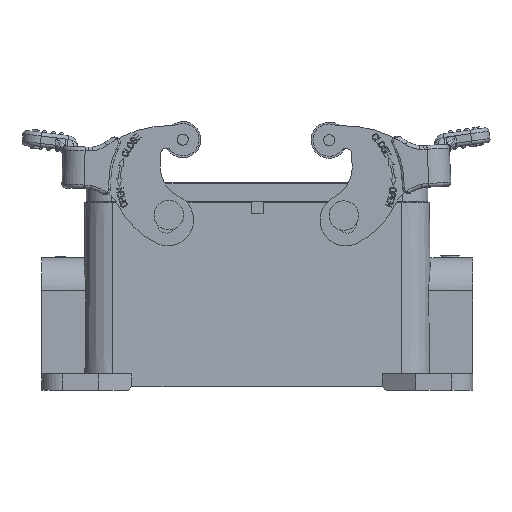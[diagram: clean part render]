
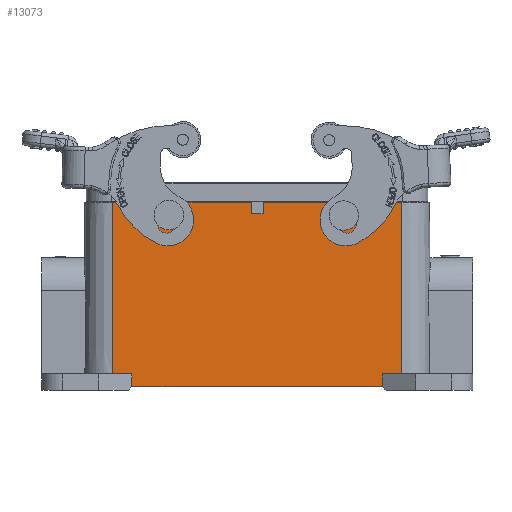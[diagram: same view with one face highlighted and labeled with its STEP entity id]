
A CAD part, front view. The second image highlights one B-rep face of the part: STEP entity #13073.
In plain terms, the highlighted planar face has unit normal (0, -1, 0.009).
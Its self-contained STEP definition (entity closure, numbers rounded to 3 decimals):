
#47=ELLIPSE('',#36327,1.5,1.5);
#48=ELLIPSE('',#36328,1.5,1.5);
#6745=FACE_BOUND('',#17257,.T.);
#6746=FACE_BOUND('',#17258,.T.);
#6747=FACE_BOUND('',#17259,.T.);
#8654=LINE('',#55624,#10964);
#8655=LINE('',#55626,#10965);
#8667=LINE('',#55669,#10977);
#8672=LINE('',#55690,#10982);
#8679=LINE('',#55725,#10989);
#8708=LINE('',#55800,#11018);
#8711=LINE('',#55814,#11021);
#8718=LINE('',#55830,#11028);
#8852=LINE('',#56327,#11162);
#8865=LINE('',#56361,#11175);
#8867=LINE('',#56365,#11177);
#8868=LINE('',#56371,#11178);
#10964=VECTOR('',#41408,1.);
#10965=VECTOR('',#41411,1.);
#10977=VECTOR('',#41435,1.);
#10982=VECTOR('',#41446,1.);
#10989=VECTOR('',#41465,1.);
#11018=VECTOR('',#41538,1.);
#11021=VECTOR('',#41555,1.);
#11028=VECTOR('',#41566,1.);
#11162=VECTOR('',#41850,1.);
#11175=VECTOR('',#41885,1.);
#11177=VECTOR('',#41889,1.);
#11178=VECTOR('',#41896,1.);
#13073=ADVANCED_FACE('',(#6745,#6746,#6747),#14300,.T.);
#14300=PLANE('',#36329);
#17257=EDGE_LOOP('',(#22973));
#17258=EDGE_LOOP('',(#22974));
#17259=EDGE_LOOP('',(#22975,#22976,#22977,#22978,#22979,#22980,#22981,#22982,
#22983,#22984,#22985,#22986));
#22973=ORIENTED_EDGE('',*,*,#31913,.T.);
#22974=ORIENTED_EDGE('',*,*,#31914,.T.);
#22975=ORIENTED_EDGE('',*,*,#31910,.T.);
#22976=ORIENTED_EDGE('',*,*,#31893,.T.);
#22977=ORIENTED_EDGE('',*,*,#31711,.F.);
#22978=ORIENTED_EDGE('',*,*,#31703,.T.);
#22979=ORIENTED_EDGE('',*,*,#31696,.F.);
#22980=ORIENTED_EDGE('',*,*,#31915,.T.);
#22981=ORIENTED_EDGE('',*,*,#31658,.F.);
#22982=ORIENTED_EDGE('',*,*,#31646,.T.);
#22983=ORIENTED_EDGE('',*,*,#31638,.T.);
#22984=ORIENTED_EDGE('',*,*,#31622,.T.);
#22985=ORIENTED_EDGE('',*,*,#31621,.F.);
#22986=ORIENTED_EDGE('',*,*,#31912,.F.);
#28070=VERTEX_POINT('',#55621);
#28071=VERTEX_POINT('',#55623);
#28072=VERTEX_POINT('',#55627);
#28085=VERTEX_POINT('',#55670);
#28090=VERTEX_POINT('',#55691);
#28100=VERTEX_POINT('',#55726);
#28121=VERTEX_POINT('',#55795);
#28123=VERTEX_POINT('',#55799);
#28128=VERTEX_POINT('',#55815);
#28135=VERTEX_POINT('',#55831);
#28255=VERTEX_POINT('',#56328);
#28265=VERTEX_POINT('',#56362);
#28266=VERTEX_POINT('',#56368);
#28267=VERTEX_POINT('',#56370);
#31621=EDGE_CURVE('',#28071,#28070,#8654,.T.);
#31622=EDGE_CURVE('',#28072,#28070,#8655,.T.);
#31638=EDGE_CURVE('',#28085,#28072,#8667,.T.);
#31646=EDGE_CURVE('',#28090,#28085,#8672,.T.);
#31658=EDGE_CURVE('',#28090,#28100,#8679,.T.);
#31696=EDGE_CURVE('',#28123,#28121,#8708,.T.);
#31703=EDGE_CURVE('',#28128,#28121,#8711,.T.);
#31711=EDGE_CURVE('',#28128,#28135,#8718,.T.);
#31893=EDGE_CURVE('',#28255,#28135,#8852,.T.);
#31910=EDGE_CURVE('',#28265,#28255,#8865,.T.);
#31912=EDGE_CURVE('',#28265,#28071,#8867,.T.);
#31913=EDGE_CURVE('',#28266,#28266,#47,.T.);
#31914=EDGE_CURVE('',#28267,#28267,#48,.T.);
#31915=EDGE_CURVE('',#28123,#28100,#8868,.T.);
#36327=AXIS2_PLACEMENT_3D('',#56367,#41892,#41893);
#36328=AXIS2_PLACEMENT_3D('',#56369,#41894,#41895);
#36329=AXIS2_PLACEMENT_3D('',#56372,#41897,#41898);
#41408=DIRECTION('',(1.,0.,0.));
#41411=DIRECTION('',(0.,-0.009,-1.));
#41435=DIRECTION('',(-1.,0.,0.));
#41446=DIRECTION('',(0.,0.009,1.));
#41465=DIRECTION('',(-1.,0.,0.));
#41538=DIRECTION('',(-1.,0.,0.));
#41555=DIRECTION('',(0.,-0.009,-1.));
#41566=DIRECTION('',(-1.,0.,0.));
#41850=DIRECTION('',(0.,-0.009,-1.));
#41885=DIRECTION('',(-1.,0.,0.));
#41889=DIRECTION('',(0.,-0.009,-1.));
#41892=DIRECTION('',(0.,1.,-0.009));
#41893=DIRECTION('',(0.,0.009,1.));
#41894=DIRECTION('',(0.,1.,-0.009));
#41895=DIRECTION('',(0.,0.009,1.));
#41896=DIRECTION('',(0.,0.009,1.));
#41897=DIRECTION('',(0.,-1.,0.009));
#41898=DIRECTION('',(-1.,0.,0.));
#55621=CARTESIAN_POINT('',(1.6,-21.526,21.5));
#55623=CARTESIAN_POINT('',(-1.6,-21.526,21.5));
#55624=CARTESIAN_POINT('',(-1.6,-21.526,21.5));
#55626=CARTESIAN_POINT('',(1.6,-21.5,24.5));
#55627=CARTESIAN_POINT('',(1.6,-21.5,24.5));
#55669=CARTESIAN_POINT('',(39.25,-21.5,24.5));
#55670=CARTESIAN_POINT('',(39.25,-21.5,24.5));
#55690=CARTESIAN_POINT('',(39.25,-21.906,-22.));
#55691=CARTESIAN_POINT('',(39.25,-21.906,-22.));
#55725=CARTESIAN_POINT('',(39.25,-21.906,-22.));
#55726=CARTESIAN_POINT('',(34.,-21.906,-22.));
#55795=CARTESIAN_POINT('',(-34.,-21.936,-25.5));
#55799=CARTESIAN_POINT('',(34.,-21.936,-25.5));
#55800=CARTESIAN_POINT('',(34.,-21.936,-25.5));
#55814=CARTESIAN_POINT('',(-34.,-21.906,-22.));
#55815=CARTESIAN_POINT('',(-34.,-21.906,-22.));
#55830=CARTESIAN_POINT('',(-34.,-21.906,-22.));
#55831=CARTESIAN_POINT('',(-39.25,-21.906,-22.));
#56327=CARTESIAN_POINT('',(-39.25,-21.5,24.5));
#56328=CARTESIAN_POINT('',(-39.25,-21.5,24.5));
#56361=CARTESIAN_POINT('',(-1.6,-21.5,24.5));
#56362=CARTESIAN_POINT('',(-1.6,-21.5,24.5));
#56365=CARTESIAN_POINT('',(-1.6,-21.5,24.5));
#56367=CARTESIAN_POINT('',(23.75,-21.531,21.));
#56368=CARTESIAN_POINT('',(23.75,-21.517,22.5));
#56369=CARTESIAN_POINT('',(-23.75,-21.531,21.));
#56370=CARTESIAN_POINT('',(-23.75,-21.517,22.5));
#56371=CARTESIAN_POINT('',(34.,-21.936,-25.5));
#56372=CARTESIAN_POINT('',(-41.628,-21.5,24.5));
